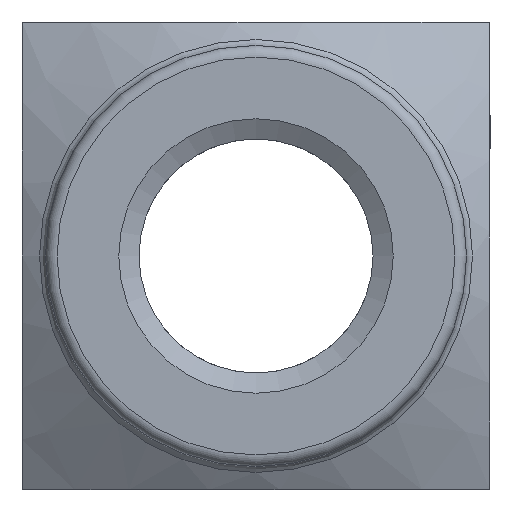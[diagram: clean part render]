
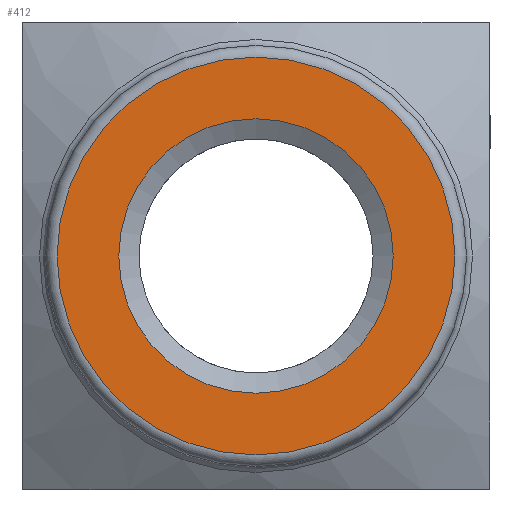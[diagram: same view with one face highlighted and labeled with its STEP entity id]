
A CAD part, front view. The second image highlights one B-rep face of the part: STEP entity #412.
In plain terms, the highlighted planar face has unit normal (0, -1, 0).
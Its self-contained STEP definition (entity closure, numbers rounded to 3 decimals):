
#54 = AXIS2_PLACEMENT_3D ( 'NONE', #368, #581, #796 ) ;
#70 = VERTEX_POINT ( 'NONE', #345 ) ;
#110 = AXIS2_PLACEMENT_3D ( 'NONE', #818, #257, #537 ) ;
#238 = CIRCLE ( 'NONE', #740, 5.866 ) ;
#257 = DIRECTION ( 'NONE',  ( 0., -1., 0. ) ) ;
#258 = ORIENTED_EDGE ( 'NONE', *, *, #584, .F. ) ;
#345 = CARTESIAN_POINT ( 'NONE',  ( 5.866, -60., 0. ) ) ;
#368 = CARTESIAN_POINT ( 'NONE',  ( 0., -60., 0. ) ) ;
#404 = PLANE ( 'NONE',  #110 ) ;
#408 = CARTESIAN_POINT ( 'NONE',  ( 0., -60., 0. ) ) ;
#412 = ADVANCED_FACE ( 'NONE', ( #540, #665 ), #404, .T. ) ;
#537 = DIRECTION ( 'NONE',  ( 1., 0., 0. ) ) ;
#540 = FACE_OUTER_BOUND ( 'NONE', #655, .T. ) ;
#558 = VERTEX_POINT ( 'NONE', #617 ) ;
#581 = DIRECTION ( 'NONE',  ( 0., -1., 0. ) ) ;
#584 = EDGE_CURVE ( 'NONE', #70, #70, #238, .T. ) ;
#611 = ORIENTED_EDGE ( 'NONE', *, *, #675, .T. ) ;
#617 = CARTESIAN_POINT ( 'NONE',  ( 8.5, -60., 0. ) ) ;
#618 = DIRECTION ( 'NONE',  ( 0., -1., 0. ) ) ;
#652 = CIRCLE ( 'NONE', #54, 8.5 ) ;
#655 = EDGE_LOOP ( 'NONE', ( #611 ) ) ;
#665 = FACE_BOUND ( 'NONE', #839, .T. ) ;
#675 = EDGE_CURVE ( 'NONE', #558, #558, #652, .T. ) ;
#740 = AXIS2_PLACEMENT_3D ( 'NONE', #408, #618, #837 ) ;
#796 = DIRECTION ( 'NONE',  ( 1., 0., 0. ) ) ;
#818 = CARTESIAN_POINT ( 'NONE',  ( 0., -60., 0. ) ) ;
#837 = DIRECTION ( 'NONE',  ( 1., 0., 0. ) ) ;
#839 = EDGE_LOOP ( 'NONE', ( #258 ) ) ;
